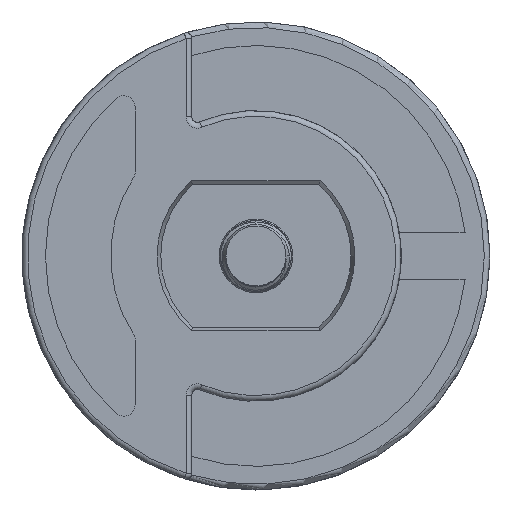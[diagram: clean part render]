
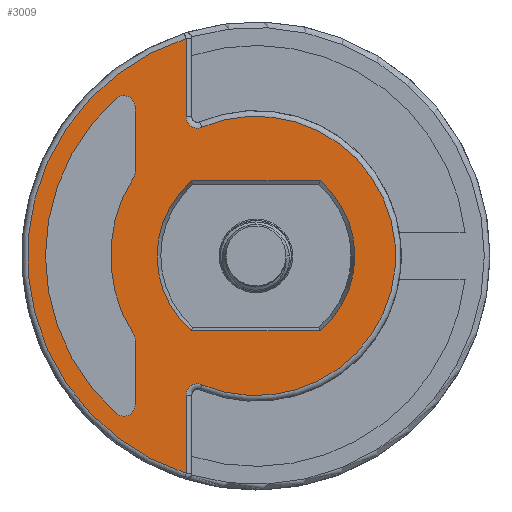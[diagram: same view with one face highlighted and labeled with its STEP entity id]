
A CAD part, front view. The second image highlights one B-rep face of the part: STEP entity #3009.
In plain terms, the highlighted planar face has unit normal (0, -1, 0).
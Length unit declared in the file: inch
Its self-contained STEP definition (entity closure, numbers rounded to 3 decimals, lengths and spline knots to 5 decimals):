
#199=PLANE('',#3285);
#235=LINE('',#4677,#437);
#237=LINE('',#4685,#439);
#248=LINE('',#4740,#450);
#249=LINE('',#4743,#451);
#250=LINE('',#4750,#452);
#251=LINE('',#4758,#453);
#437=VECTOR('',#3672,0.3937);
#439=VECTOR('',#3680,0.3937);
#450=VECTOR('',#3743,0.3937);
#451=VECTOR('',#3746,0.3937);
#452=VECTOR('',#3751,0.3937);
#453=VECTOR('',#3758,0.3937);
#730=FACE_BOUND('',#968,.T.);
#731=FACE_BOUND('',#969,.T.);
#753=FACE_OUTER_BOUND('',#967,.T.);
#967=EDGE_LOOP('',(#2129,#2130,#2131,#2132,#2133,#2134));
#968=EDGE_LOOP('',(#2135,#2136,#2137,#2138));
#969=EDGE_LOOP('',(#2139,#2140,#2141,#2142,#2143,#2144,#2145,#2146));
#1178=CIRCLE('',#3254,1.21);
#1184=CIRCLE('',#3263,0.06);
#1187=CIRCLE('',#3267,0.74);
#1190=CIRCLE('',#3271,0.06);
#1198=CIRCLE('',#3286,0.524);
#1199=CIRCLE('',#3287,0.524);
#1200=CIRCLE('',#3288,0.77);
#1201=CIRCLE('',#3289,0.06);
#1202=CIRCLE('',#3290,0.06);
#1203=CIRCLE('',#3291,1.115);
#1204=CIRCLE('',#3292,0.06);
#1205=CIRCLE('',#3293,0.06);
#1348=VERTEX_POINT('',#4665);
#1349=VERTEX_POINT('',#4667);
#1350=VERTEX_POINT('',#4671);
#1355=VERTEX_POINT('',#4683);
#1357=VERTEX_POINT('',#4688);
#1359=VERTEX_POINT('',#4694);
#1371=VERTEX_POINT('',#4736);
#1372=VERTEX_POINT('',#4737);
#1373=VERTEX_POINT('',#4739);
#1374=VERTEX_POINT('',#4741);
#1375=VERTEX_POINT('',#4744);
#1376=VERTEX_POINT('',#4745);
#1377=VERTEX_POINT('',#4747);
#1378=VERTEX_POINT('',#4749);
#1379=VERTEX_POINT('',#4751);
#1380=VERTEX_POINT('',#4753);
#1381=VERTEX_POINT('',#4755);
#1382=VERTEX_POINT('',#4757);
#1614=EDGE_CURVE('',#1349,#1348,#1178,.T.);
#1618=EDGE_CURVE('',#1348,#1350,#235,.T.);
#1622=EDGE_CURVE('',#1355,#1349,#237,.T.);
#1624=EDGE_CURVE('',#1357,#1355,#1184,.T.);
#1627=EDGE_CURVE('',#1359,#1357,#1187,.T.);
#1630=EDGE_CURVE('',#1350,#1359,#1190,.T.);
#1648=EDGE_CURVE('',#1371,#1372,#1198,.T.);
#1649=EDGE_CURVE('',#1373,#1371,#248,.T.);
#1650=EDGE_CURVE('',#1374,#1373,#1199,.T.);
#1651=EDGE_CURVE('',#1372,#1374,#249,.T.);
#1652=EDGE_CURVE('',#1375,#1376,#1200,.T.);
#1653=EDGE_CURVE('',#1377,#1376,#1201,.T.);
#1654=EDGE_CURVE('',#1377,#1378,#250,.T.);
#1655=EDGE_CURVE('',#1379,#1378,#1202,.T.);
#1656=EDGE_CURVE('',#1379,#1380,#1203,.T.);
#1657=EDGE_CURVE('',#1381,#1380,#1204,.T.);
#1658=EDGE_CURVE('',#1381,#1382,#251,.T.);
#1659=EDGE_CURVE('',#1375,#1382,#1205,.T.);
#2129=ORIENTED_EDGE('',*,*,#1614,.F.);
#2130=ORIENTED_EDGE('',*,*,#1622,.F.);
#2131=ORIENTED_EDGE('',*,*,#1624,.F.);
#2132=ORIENTED_EDGE('',*,*,#1627,.F.);
#2133=ORIENTED_EDGE('',*,*,#1630,.F.);
#2134=ORIENTED_EDGE('',*,*,#1618,.F.);
#2135=ORIENTED_EDGE('',*,*,#1648,.F.);
#2136=ORIENTED_EDGE('',*,*,#1649,.F.);
#2137=ORIENTED_EDGE('',*,*,#1650,.F.);
#2138=ORIENTED_EDGE('',*,*,#1651,.F.);
#2139=ORIENTED_EDGE('',*,*,#1652,.T.);
#2140=ORIENTED_EDGE('',*,*,#1653,.F.);
#2141=ORIENTED_EDGE('',*,*,#1654,.T.);
#2142=ORIENTED_EDGE('',*,*,#1655,.F.);
#2143=ORIENTED_EDGE('',*,*,#1656,.T.);
#2144=ORIENTED_EDGE('',*,*,#1657,.F.);
#2145=ORIENTED_EDGE('',*,*,#1658,.T.);
#2146=ORIENTED_EDGE('',*,*,#1659,.F.);
#3009=ADVANCED_FACE('',(#753,#730,#731),#199,.T.);
#3254=AXIS2_PLACEMENT_3D('',#4669,#3663,#3664);
#3263=AXIS2_PLACEMENT_3D('',#4690,#3685,#3686);
#3267=AXIS2_PLACEMENT_3D('',#4696,#3693,#3694);
#3271=AXIS2_PLACEMENT_3D('',#4700,#3701,#3702);
#3285=AXIS2_PLACEMENT_3D('',#4735,#3739,#3740);
#3286=AXIS2_PLACEMENT_3D('',#4738,#3741,#3742);
#3287=AXIS2_PLACEMENT_3D('',#4742,#3744,#3745);
#3288=AXIS2_PLACEMENT_3D('',#4746,#3747,#3748);
#3289=AXIS2_PLACEMENT_3D('',#4748,#3749,#3750);
#3290=AXIS2_PLACEMENT_3D('',#4752,#3752,#3753);
#3291=AXIS2_PLACEMENT_3D('',#4754,#3754,#3755);
#3292=AXIS2_PLACEMENT_3D('',#4756,#3756,#3757);
#3293=AXIS2_PLACEMENT_3D('',#4759,#3759,#3760);
#3663=DIRECTION('center_axis',(0.,1.,0.));
#3664=DIRECTION('ref_axis',(0.,0.,1.));
#3672=DIRECTION('',(-1.,0.,0.));
#3680=DIRECTION('',(-1.,0.,0.));
#3685=DIRECTION('center_axis',(0.,-1.,0.));
#3686=DIRECTION('ref_axis',(0.833,0.,0.553));
#3693=DIRECTION('center_axis',(0.,1.,0.));
#3694=DIRECTION('ref_axis',(0.,0.,-1.));
#3701=DIRECTION('center_axis',(0.,-1.,0.));
#3702=DIRECTION('ref_axis',(-0.833,0.,0.553));
#3739=DIRECTION('center_axis',(0.,-1.,0.));
#3740=DIRECTION('ref_axis',(0.,0.,-1.));
#3741=DIRECTION('center_axis',(0.,-1.,0.));
#3742=DIRECTION('ref_axis',(0.749,0.,0.663));
#3743=DIRECTION('',(0.,0.,1.));
#3744=DIRECTION('center_axis',(0.,-1.,0.));
#3745=DIRECTION('ref_axis',(-0.749,0.,-0.663));
#3746=DIRECTION('',(0.,0.,-1.));
#3747=DIRECTION('center_axis',(0.,-1.,0.));
#3748=DIRECTION('ref_axis',(1.,0.,0.));
#3749=DIRECTION('center_axis',(0.,-1.,0.));
#3750=DIRECTION('ref_axis',(0.28,0.,-0.96));
#3751=DIRECTION('',(-1.,0.,0.));
#3752=DIRECTION('center_axis',(0.,-1.,0.));
#3753=DIRECTION('ref_axis',(-0.912,0.,-0.41));
#3754=DIRECTION('center_axis',(0.,1.,0.));
#3755=DIRECTION('ref_axis',(-0.819,0.,-0.574));
#3756=DIRECTION('center_axis',(0.,-1.,0.));
#3757=DIRECTION('ref_axis',(0.912,0.,-0.41));
#3758=DIRECTION('',(-1.,0.,0.));
#3759=DIRECTION('center_axis',(0.,-1.,0.));
#3760=DIRECTION('ref_axis',(-0.28,0.,-0.96));
#4665=CARTESIAN_POINT('',(1.15204,0.,0.37));
#4667=CARTESIAN_POINT('',(-1.15204,0.,0.37));
#4669=CARTESIAN_POINT('Origin',(0.,0.,0.));
#4671=CARTESIAN_POINT('',(0.7375,0.,0.37));
#4677=CARTESIAN_POINT('',(0.83749,0.,0.37));
#4683=CARTESIAN_POINT('',(-0.7375,0.,0.37));
#4685=CARTESIAN_POINT('',(-0.10418,0.,0.37));
#4688=CARTESIAN_POINT('',(-0.68218,0.,0.28675));
#4690=CARTESIAN_POINT('Origin',(-0.7375,0.,0.31));
#4694=CARTESIAN_POINT('',(0.68218,0.,0.28675));
#4696=CARTESIAN_POINT('Origin',(0.,0.,0.));
#4700=CARTESIAN_POINT('Origin',(0.7375,0.,0.31));
#4735=CARTESIAN_POINT('Origin',(0.4825,0.,0.));
#4736=CARTESIAN_POINT('',(0.3975,0.,0.34142));
#4737=CARTESIAN_POINT('',(-0.3975,0.,0.34142));
#4738=CARTESIAN_POINT('Origin',(0.,0.,0.));
#4739=CARTESIAN_POINT('',(0.3975,0.,-0.34142));
#4740=CARTESIAN_POINT('',(0.3975,0.,0.16697));
#4741=CARTESIAN_POINT('',(-0.3975,0.,-0.34142));
#4742=CARTESIAN_POINT('Origin',(0.,0.,0.));
#4743=CARTESIAN_POINT('',(-0.3975,0.,-0.16697));
#4744=CARTESIAN_POINT('',(0.41374,0.,0.6494));
#4745=CARTESIAN_POINT('',(-0.41374,0.,0.6494));
#4746=CARTESIAN_POINT('Origin',(0.,0.,0.));
#4747=CARTESIAN_POINT('',(-0.44598,0.,0.64));
#4748=CARTESIAN_POINT('Origin',(-0.44598,0.,0.7));
#4749=CARTESIAN_POINT('',(-0.78932,0.,0.64));
#4750=CARTESIAN_POINT('',(-0.42814,0.,0.64));
#4751=CARTESIAN_POINT('',(-0.83421,0.,0.73981));
#4752=CARTESIAN_POINT('Origin',(-0.78932,0.,0.7));
#4753=CARTESIAN_POINT('',(0.83421,0.,0.73981));
#4754=CARTESIAN_POINT('Origin',(0.,0.,0.));
#4755=CARTESIAN_POINT('',(0.78932,0.,0.64));
#4756=CARTESIAN_POINT('Origin',(0.78932,0.,0.7));
#4757=CARTESIAN_POINT('',(0.44598,0.,0.64));
#4758=CARTESIAN_POINT('',(0.91303,0.,0.64));
#4759=CARTESIAN_POINT('Origin',(0.44598,0.,0.7));
